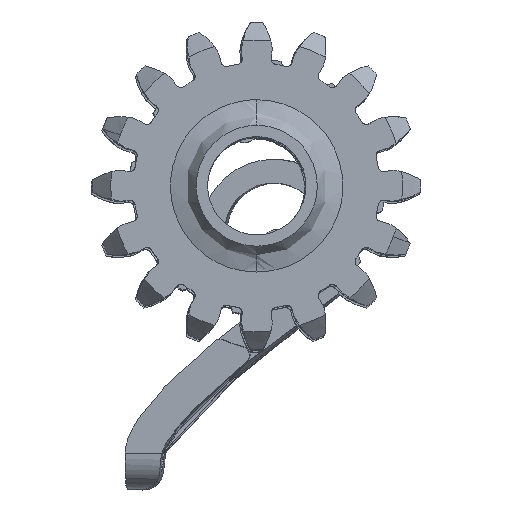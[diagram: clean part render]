
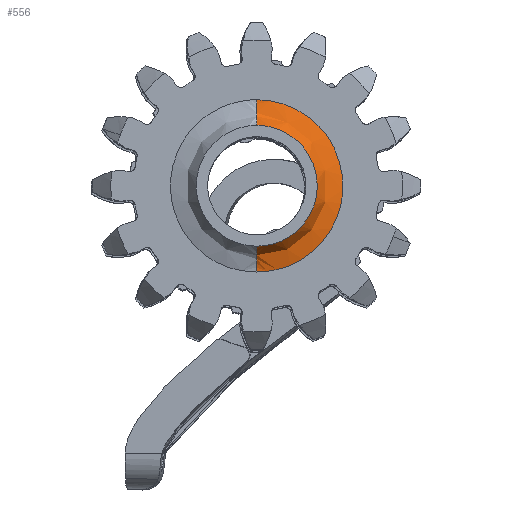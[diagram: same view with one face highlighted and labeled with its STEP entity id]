
A CAD part, top view. The second image highlights one B-rep face of the part: STEP entity #556.
In plain terms, the highlighted free-form (B-spline) face has degree [3, 3] with [5, 10] control points.
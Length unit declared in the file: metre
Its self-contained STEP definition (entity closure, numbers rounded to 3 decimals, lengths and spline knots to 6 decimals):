
#556=ADVANCED_FACE('0:736',(#1862),#1863,.F.);
#1862=FACE_OUTER_BOUND('',#7362,.T.);
#1863=B_SPLINE_SURFACE_WITH_KNOTS('',3,3,((#7363,#7364,#7365,#7366,#7367,#7368,#7369,#7370,#7371,#7372),(#7373,#7374,#7375,#7376,#7377,#7378,#7379,#7380,#7381,#7382),(#7383,#7384,#7385,#7386,#7387,#7388,#7389,#7390,#7391,#7392),(#7393,#7394,#7395,#7396,#7397,#7398,#7399,#7400,#7401,#7402),(#7403,#7404,#7405,#7406,#7407,#7408,#7409,#7410,#7411,#7412)),.UNSPECIFIED.,.F.,.F.,.F.,(4,1,4),(4,1,1,1,3,4),(0.0,0.58774,1.17548),(1.564418,2.019595,2.917193,3.814791,4.712389,4.718763),.UNSPECIFIED.);
#7362=EDGE_LOOP('',(#26357,#26358,#26359,#26360));
#7363=CARTESIAN_POINT('',(0.00004,-0.004657,0.025145));
#7364=CARTESIAN_POINT('',(0.00076,-0.004661,0.025142));
#7365=CARTESIAN_POINT('',(0.002902,-0.004205,0.02513));
#7366=CARTESIAN_POINT('',(0.005357,-0.001137,0.025105));
#7367=CARTESIAN_POINT('',(0.004302,0.003449,0.02509));
#7368=CARTESIAN_POINT('',(0.001487,0.004802,0.025096));
#7369=CARTESIAN_POINT('',(0.000071,0.004802,0.025103));
#7370=CARTESIAN_POINT('',(0.000061,0.004802,0.025103));
#7371=CARTESIAN_POINT('',(0.000051,0.004802,0.025103));
#7372=CARTESIAN_POINT('',(0.000041,0.004802,0.025103));
#7373=CARTESIAN_POINT('',(0.000042,-0.00435,0.025144));
#7374=CARTESIAN_POINT('',(0.000715,-0.004353,0.025141));
#7375=CARTESIAN_POINT('',(0.002718,-0.003927,0.02513));
#7376=CARTESIAN_POINT('',(0.005013,-0.001058,0.025106));
#7377=CARTESIAN_POINT('',(0.004027,0.003229,0.025092));
#7378=CARTESIAN_POINT('',(0.001395,0.004494,0.025098));
#7379=CARTESIAN_POINT('',(0.000071,0.004494,0.025104));
#7380=CARTESIAN_POINT('',(0.000062,0.004494,0.025104));
#7381=CARTESIAN_POINT('',(0.000053,0.004494,0.025104));
#7382=CARTESIAN_POINT('',(0.000043,0.004494,0.025104));
#7383=CARTESIAN_POINT('',(0.000047,-0.003735,0.025336));
#7384=CARTESIAN_POINT('',(0.000627,-0.003738,0.025334));
#7385=CARTESIAN_POINT('',(0.002351,-0.00337,0.025324));
#7386=CARTESIAN_POINT('',(0.004328,-0.000901,0.025304));
#7387=CARTESIAN_POINT('',(0.003478,0.002791,0.025292));
#7388=CARTESIAN_POINT('',(0.001212,0.00388,0.025297));
#7389=CARTESIAN_POINT('',(0.000072,0.00388,0.025302));
#7390=CARTESIAN_POINT('',(0.000064,0.00388,0.025302));
#7391=CARTESIAN_POINT('',(0.000056,0.00388,0.025302));
#7392=CARTESIAN_POINT('',(0.000048,0.00388,0.025302));
#7393=CARTESIAN_POINT('',(0.000052,-0.003343,0.025849));
#7394=CARTESIAN_POINT('',(0.000572,-0.003346,0.025847));
#7395=CARTESIAN_POINT('',(0.002121,-0.003017,0.025838));
#7396=CARTESIAN_POINT('',(0.003895,-0.000799,0.02582));
#7397=CARTESIAN_POINT('',(0.003133,0.002515,0.025809));
#7398=CARTESIAN_POINT('',(0.001098,0.003494,0.025814));
#7399=CARTESIAN_POINT('',(0.000075,0.003494,0.025818));
#7400=CARTESIAN_POINT('',(0.000067,0.003494,0.025819));
#7401=CARTESIAN_POINT('',(0.00006,0.003494,0.025819));
#7402=CARTESIAN_POINT('',(0.000053,0.003494,0.025819));
#7403=CARTESIAN_POINT('',(0.000054,-0.00324,0.026139));
#7404=CARTESIAN_POINT('',(0.000559,-0.003243,0.026137));
#7405=CARTESIAN_POINT('',(0.002061,-0.002923,0.026128));
#7406=CARTESIAN_POINT('',(0.003782,-0.000772,0.026111));
#7407=CARTESIAN_POINT('',(0.003042,0.002443,0.0261));
#7408=CARTESIAN_POINT('',(0.001069,0.003392,0.026105));
#7409=CARTESIAN_POINT('',(0.000076,0.003392,0.026109));
#7410=CARTESIAN_POINT('',(0.000069,0.003392,0.026109));
#7411=CARTESIAN_POINT('',(0.000062,0.003392,0.026109));
#7412=CARTESIAN_POINT('',(0.000055,0.003392,0.026109));
#26357=ORIENTED_EDGE('',*,*,#31013,.F.);
#26358=ORIENTED_EDGE('',*,*,#31014,.T.);
#26359=ORIENTED_EDGE('',*,*,#31015,.F.);
#26360=ORIENTED_EDGE('',*,*,#31016,.F.);
#31013=EDGE_CURVE('0:4714',#34670,#34671,#34672,.T.);
#31014=EDGE_CURVE('0:4717',#34670,#34673,#34674,.T.);
#31015=EDGE_CURVE('0:4720',#34675,#34673,#34676,.T.);
#31016=EDGE_CURVE('0:4723',#34671,#34675,#34677,.T.);
#34670=VERTEX_POINT('NONE',#42692);
#34671=VERTEX_POINT('NONE',#42693);
#34672=B_SPLINE_CURVE_WITH_KNOTS('',3,(#42694,#42695,#42696,#42697,#42698,#42699,#42700),.UNSPECIFIED.,.F.,.F.,(4,1,1,1,4),(-4.712389,-3.814791,-2.917193,-2.019595,-1.570796),.UNSPECIFIED.);
#34673=VERTEX_POINT('NONE',#42701);
#34674=B_SPLINE_CURVE_WITH_KNOTS('',3,(#42702,#42703,#42704,#42705,#42706),.UNSPECIFIED.,.F.,.F.,(4,1,4),(0.0,0.58774,1.17548),.UNSPECIFIED.);
#34675=VERTEX_POINT('NONE',#42707);
#34676=B_SPLINE_CURVE_WITH_KNOTS('',3,(#42708,#42709,#42710,#42711,#42712,#42713,#42714,#42715,#42716,#42717,#42718,#42719,#42720),.UNSPECIFIED.,.F.,.F.,(4,3,3,3,4),(-0.917073,-0.767722,-0.469021,-0.170319,0.128382),.UNSPECIFIED.);
#34677=B_SPLINE_CURVE_WITH_KNOTS('',3,(#42721,#42722,#42723,#42724,#42725),.UNSPECIFIED.,.F.,.F.,(4,1,4),(0.0,0.58774,1.17548),.UNSPECIFIED.);
#42692=CARTESIAN_POINT('',(0.000071,0.004802,0.025103));
#42693=CARTESIAN_POINT('',(0.000071,-0.004657,0.025145));
#42694=CARTESIAN_POINT('',(0.000071,0.004802,0.025103));
#42695=CARTESIAN_POINT('',(0.001487,0.004802,0.025096));
#42696=CARTESIAN_POINT('',(0.004302,0.003449,0.02509));
#42697=CARTESIAN_POINT('',(0.005357,-0.001137,0.025105));
#42698=CARTESIAN_POINT('',(0.002909,-0.004196,0.02513));
#42699=CARTESIAN_POINT('',(0.00078,-0.004657,0.025142));
#42700=CARTESIAN_POINT('',(0.000071,-0.004657,0.025145));
#42701=CARTESIAN_POINT('',(0.000076,0.003392,0.026109));
#42702=CARTESIAN_POINT('',(0.000071,0.004802,0.025103));
#42703=CARTESIAN_POINT('',(0.000071,0.004494,0.025104));
#42704=CARTESIAN_POINT('',(0.000072,0.00388,0.025302));
#42705=CARTESIAN_POINT('',(0.000075,0.003494,0.025818));
#42706=CARTESIAN_POINT('',(0.000076,0.003392,0.026109));
#42707=CARTESIAN_POINT('',(0.000075,-0.00324,0.026139));
#42708=CARTESIAN_POINT('',(0.000075,-0.00324,0.026139));
#42709=CARTESIAN_POINT('',(0.000573,-0.00324,0.026136));
#42710=CARTESIAN_POINT('',(0.00107,-0.003132,0.026134));
#42711=CARTESIAN_POINT('',(0.001517,-0.002917,0.026131));
#42712=CARTESIAN_POINT('',(0.002409,-0.002488,0.026125));
#42713=CARTESIAN_POINT('',(0.003095,-0.00163,0.026118));
#42714=CARTESIAN_POINT('',(0.003315,-0.000665,0.026112));
#42715=CARTESIAN_POINT('',(0.003535,0.0003,0.026107));
#42716=CARTESIAN_POINT('',(0.003289,0.001372,0.026103));
#42717=CARTESIAN_POINT('',(0.002672,0.002145,0.026103));
#42718=CARTESIAN_POINT('',(0.002056,0.002918,0.026102));
#42719=CARTESIAN_POINT('',(0.001069,0.003392,0.026105));
#42720=CARTESIAN_POINT('',(0.000076,0.003392,0.026109));
#42721=CARTESIAN_POINT('',(0.000071,-0.004657,0.025145));
#42722=CARTESIAN_POINT('',(0.000071,-0.00435,0.025144));
#42723=CARTESIAN_POINT('',(0.000072,-0.003735,0.025336));
#42724=CARTESIAN_POINT('',(0.000074,-0.003344,0.025849));
#42725=CARTESIAN_POINT('',(0.000075,-0.00324,0.026139));
